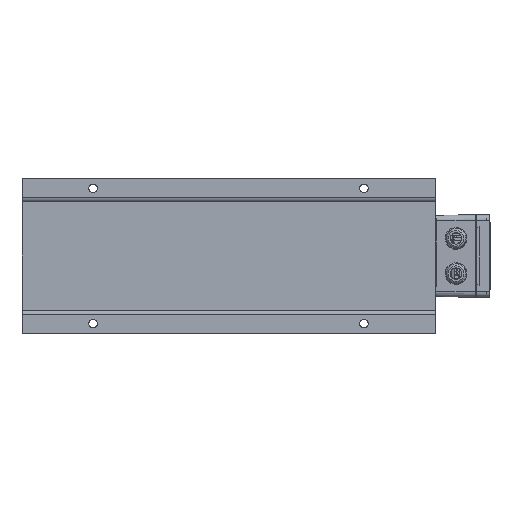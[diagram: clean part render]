
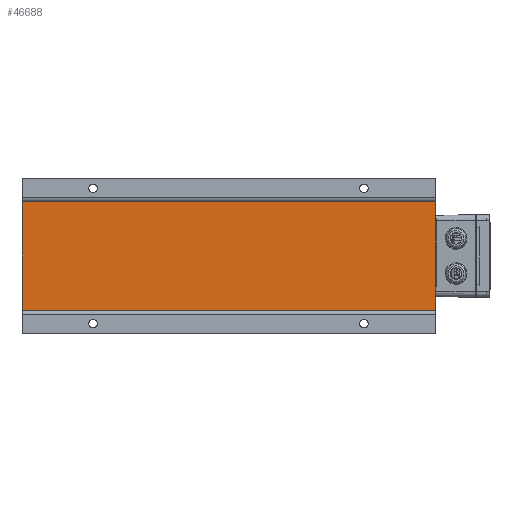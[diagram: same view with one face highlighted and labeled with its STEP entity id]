
A CAD part, front view. The second image highlights one B-rep face of the part: STEP entity #46688.
In plain terms, the highlighted planar face has unit normal (0, -1, 0).
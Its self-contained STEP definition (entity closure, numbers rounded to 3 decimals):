
#5325=FACE_OUTER_BOUND('',#7920,.T.);
#7920=EDGE_LOOP('',(#38341,#38342,#38343,#38344));
#12113=LINE('',#76299,#16403);
#12131=LINE('',#76351,#16421);
#12189=LINE('',#76700,#16479);
#12190=LINE('',#76702,#16480);
#16403=VECTOR('',#60305,10.);
#16421=VECTOR('',#60359,10.);
#16479=VECTOR('',#60621,10.);
#16480=VECTOR('',#60624,10.);
#20450=VERTEX_POINT('',#76296);
#20451=VERTEX_POINT('',#76298);
#20466=VERTEX_POINT('',#76348);
#20467=VERTEX_POINT('',#76350);
#26512=EDGE_CURVE('',#20451,#20450,#12113,.T.);
#26538=EDGE_CURVE('',#20466,#20467,#12131,.T.);
#26673=EDGE_CURVE('',#20467,#20450,#12189,.T.);
#26674=EDGE_CURVE('',#20466,#20451,#12190,.T.);
#38341=ORIENTED_EDGE('',*,*,#26673,.F.);
#38342=ORIENTED_EDGE('',*,*,#26538,.F.);
#38343=ORIENTED_EDGE('',*,*,#26674,.T.);
#38344=ORIENTED_EDGE('',*,*,#26512,.T.);
#42084=PLANE('',#50114);
#46688=ADVANCED_FACE('',(#5325),#42084,.T.);
#50114=AXIS2_PLACEMENT_3D('',#76701,#60622,#60623);
#60305=DIRECTION('',(-1.,0.,0.));
#60359=DIRECTION('',(-1.,0.,0.));
#60621=DIRECTION('',(0.,0.,1.));
#60622=DIRECTION('center_axis',(0.,-1.,0.));
#60623=DIRECTION('ref_axis',(0.,0.,
1.));
#60624=DIRECTION('',(0.,0.,1.));
#76296=CARTESIAN_POINT('',(-305.,-280.,75.));
#76298=CARTESIAN_POINT('',(305.,-280.,75.));
#76299=CARTESIAN_POINT('',(-305.,-280.,75.));
#76348=CARTESIAN_POINT('',(305.,-280.,-85.));
#76350=CARTESIAN_POINT('',(-305.,-280.,-85.));
#76351=CARTESIAN_POINT('',(305.,-280.,-85.));
#76700=CARTESIAN_POINT('',(-305.,-280.,-85.));
#76701=CARTESIAN_POINT('Origin',(305.,-280.,-85.));
#76702=CARTESIAN_POINT('',(305.,-280.,-85.));
